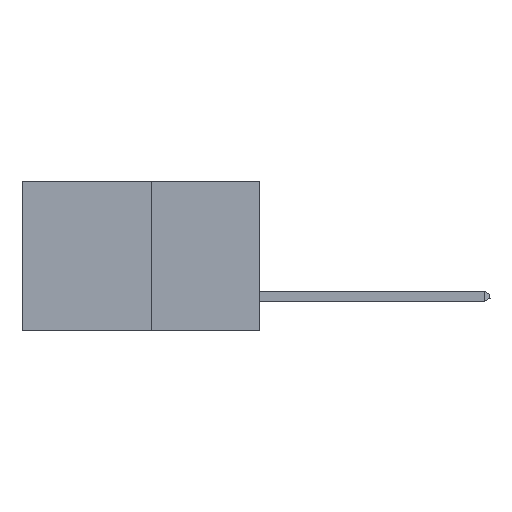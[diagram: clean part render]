
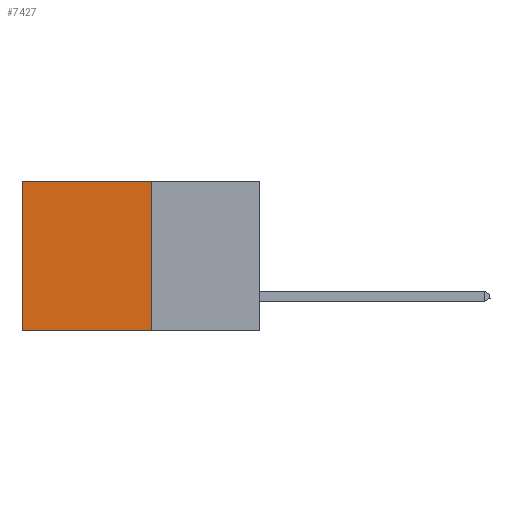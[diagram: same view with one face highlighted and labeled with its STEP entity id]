
A CAD part, left-side view. The second image highlights one B-rep face of the part: STEP entity #7427.
In plain terms, the highlighted planar face has unit normal (-1, 0, 0).
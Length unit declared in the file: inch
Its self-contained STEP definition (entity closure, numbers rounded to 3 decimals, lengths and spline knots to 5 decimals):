
#295 = PLANE ( 'NONE',  #7885 ) ;
#1148 = EDGE_CURVE ( 'NONE', #7310, #14910, #2660, .T. ) ;
#1851 = DIRECTION ( 'NONE',  ( 1., 0., 0. ) ) ;
#1963 = CARTESIAN_POINT ( 'NONE',  ( 0.277, 0.27, 0. ) ) ;
#2275 = DIRECTION ( 'NONE',  ( 0., 0., -1. ) ) ;
#2660 = LINE ( 'NONE', #10294, #5282 ) ;
#3833 = ORIENTED_EDGE ( 'NONE', *, *, #1148, .F. ) ;
#4317 = DIRECTION ( 'NONE',  ( 0., 0., -1. ) ) ;
#5013 = EDGE_CURVE ( 'NONE', #17281, #7310, #11007, .T. ) ;
#5282 = VECTOR ( 'NONE', #10404, 39.37008 ) ;
#5484 = EDGE_LOOP ( 'NONE', ( #16579, #3833, #7978, #15541 ) ) ;
#6347 = FACE_OUTER_BOUND ( 'NONE', #5484, .T. ) ;
#6449 = VECTOR ( 'NONE', #4317, 39.37008 ) ;
#7310 = VERTEX_POINT ( 'NONE', #10587 ) ;
#7344 = CARTESIAN_POINT ( 'NONE',  ( 0.277, 0.59, -0.37 ) ) ;
#7427 = ADVANCED_FACE ( 'NONE', ( #6347 ), #295, .F. ) ;
#7885 = AXIS2_PLACEMENT_3D ( 'NONE', #10926, #1851, #12409 ) ;
#7978 = ORIENTED_EDGE ( 'NONE', *, *, #5013, .F. ) ;
#10294 = CARTESIAN_POINT ( 'NONE',  ( 0.277, 0.27, -0.37 ) ) ;
#10296 = CARTESIAN_POINT ( 'NONE',  ( 0.277, 0.27, 0. ) ) ;
#10404 = DIRECTION ( 'NONE',  ( 0., 1., 0. ) ) ;
#10587 = CARTESIAN_POINT ( 'NONE',  ( 0.277, 0.27, -0.37 ) ) ;
#10926 = CARTESIAN_POINT ( 'NONE',  ( 0.277, 0.27, -0.37 ) ) ;
#11007 = LINE ( 'NONE', #11315, #18455 ) ;
#11315 = CARTESIAN_POINT ( 'NONE',  ( 0.277, 0.27, -0.37 ) ) ;
#12375 = LINE ( 'NONE', #1963, #16344 ) ;
#12409 = DIRECTION ( 'NONE',  ( 0., 0., -1. ) ) ;
#12511 = DIRECTION ( 'NONE',  ( 0., 1., 0. ) ) ;
#13455 = EDGE_CURVE ( 'NONE', #13960, #14910, #14394, .T. ) ;
#13626 = CARTESIAN_POINT ( 'NONE',  ( 0.277, 0.59, -0.37 ) ) ;
#13960 = VERTEX_POINT ( 'NONE', #18943 ) ;
#14394 = LINE ( 'NONE', #7344, #6449 ) ;
#14910 = VERTEX_POINT ( 'NONE', #13626 ) ;
#15541 = ORIENTED_EDGE ( 'NONE', *, *, #17626, .T. ) ;
#16344 = VECTOR ( 'NONE', #12511, 39.37008 ) ;
#16579 = ORIENTED_EDGE ( 'NONE', *, *, #13455, .T. ) ;
#17281 = VERTEX_POINT ( 'NONE', #10296 ) ;
#17626 = EDGE_CURVE ( 'NONE', #17281, #13960, #12375, .T. ) ;
#18455 = VECTOR ( 'NONE', #2275, 39.37008 ) ;
#18943 = CARTESIAN_POINT ( 'NONE',  ( 0.277, 0.59, 0. ) ) ;
